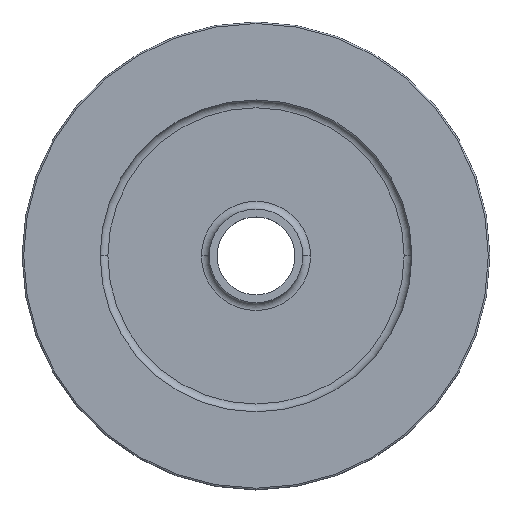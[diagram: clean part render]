
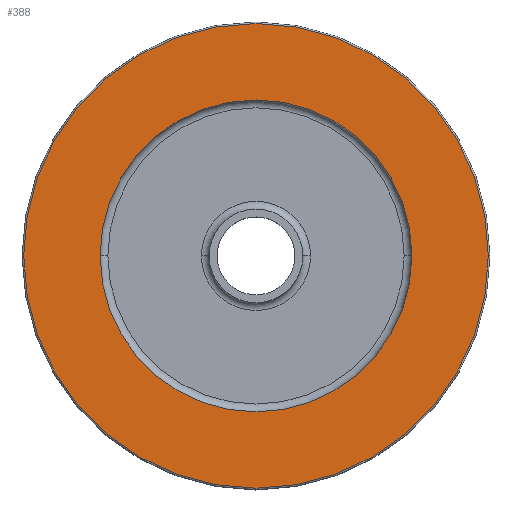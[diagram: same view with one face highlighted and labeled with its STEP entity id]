
A CAD part, top view. The second image highlights one B-rep face of the part: STEP entity #388.
In plain terms, the highlighted planar face has unit normal (0, 0, 1).
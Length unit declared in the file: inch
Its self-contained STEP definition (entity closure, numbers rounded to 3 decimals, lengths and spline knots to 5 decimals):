
#2 = FACE_BOUND ( 'NONE', #393, .T. ) ;
#11 = AXIS2_PLACEMENT_3D ( 'NONE', #88, #337, #681 ) ;
#46 = DIRECTION ( 'NONE',  ( 1., 0., 0. ) ) ;
#47 = EDGE_CURVE ( 'NONE', #139, #715, #363, .T. ) ;
#66 = CIRCLE ( 'NONE', #156, 1. ) ;
#86 = VERTEX_POINT ( 'NONE', #792 ) ;
#88 = CARTESIAN_POINT ( 'NONE',  ( 0., 0., 0. ) ) ;
#126 = AXIS2_PLACEMENT_3D ( 'NONE', #720, #576, #250 ) ;
#139 = VERTEX_POINT ( 'NONE', #757 ) ;
#146 = DIRECTION ( 'NONE',  ( 1., 0., 0. ) ) ;
#156 = AXIS2_PLACEMENT_3D ( 'NONE', #426, #503, #46 ) ;
#179 = AXIS2_PLACEMENT_3D ( 'NONE', #469, #539, #146 ) ;
#229 = CIRCLE ( 'NONE', #179, 1.49 ) ;
#250 = DIRECTION ( 'NONE',  ( 1., 0., 0. ) ) ;
#279 = PLANE ( 'NONE',  #352 ) ;
#284 = DIRECTION ( 'NONE',  ( 1., 0., 0. ) ) ;
#286 = EDGE_CURVE ( 'NONE', #86, #620, #846, .T. ) ;
#309 = ORIENTED_EDGE ( 'NONE', *, *, #47, .T. ) ;
#321 = EDGE_CURVE ( 'NONE', #715, #139, #229, .T. ) ;
#329 = ORIENTED_EDGE ( 'NONE', *, *, #286, .F. ) ;
#337 = DIRECTION ( 'NONE',  ( 0., 0., 1. ) ) ;
#352 = AXIS2_PLACEMENT_3D ( 'NONE', #474, #749, #284 ) ;
#363 = CIRCLE ( 'NONE', #126, 1.49 ) ;
#388 = ADVANCED_FACE ( 'NONE', ( #566, #2 ), #279, .T. ) ;
#393 = EDGE_LOOP ( 'NONE', ( #511, #329 ) ) ;
#398 = EDGE_LOOP ( 'NONE', ( #309, #769 ) ) ;
#426 = CARTESIAN_POINT ( 'NONE',  ( 0., 0., 0. ) ) ;
#441 = CARTESIAN_POINT ( 'NONE',  ( -1.49, 0., 0. ) ) ;
#469 = CARTESIAN_POINT ( 'NONE',  ( 0., 0., 0. ) ) ;
#474 = CARTESIAN_POINT ( 'NONE',  ( 0., -1., 0. ) ) ;
#503 = DIRECTION ( 'NONE',  ( 0., 0., 1. ) ) ;
#511 = ORIENTED_EDGE ( 'NONE', *, *, #612, .F. ) ;
#539 = DIRECTION ( 'NONE',  ( 0., 0., 1. ) ) ;
#566 = FACE_OUTER_BOUND ( 'NONE', #398, .T. ) ;
#576 = DIRECTION ( 'NONE',  ( 0., 0., 1. ) ) ;
#612 = EDGE_CURVE ( 'NONE', #620, #86, #66, .T. ) ;
#620 = VERTEX_POINT ( 'NONE', #705 ) ;
#681 = DIRECTION ( 'NONE',  ( 1., 0., 0. ) ) ;
#705 = CARTESIAN_POINT ( 'NONE',  ( 1., 0., 0. ) ) ;
#715 = VERTEX_POINT ( 'NONE', #441 ) ;
#720 = CARTESIAN_POINT ( 'NONE',  ( 0., 0., 0. ) ) ;
#749 = DIRECTION ( 'NONE',  ( 0., 0., 1. ) ) ;
#757 = CARTESIAN_POINT ( 'NONE',  ( 1.49, 0., 0. ) ) ;
#769 = ORIENTED_EDGE ( 'NONE', *, *, #321, .T. ) ;
#792 = CARTESIAN_POINT ( 'NONE',  ( -1., 0., 0. ) ) ;
#846 = CIRCLE ( 'NONE', #11, 1. ) ;
